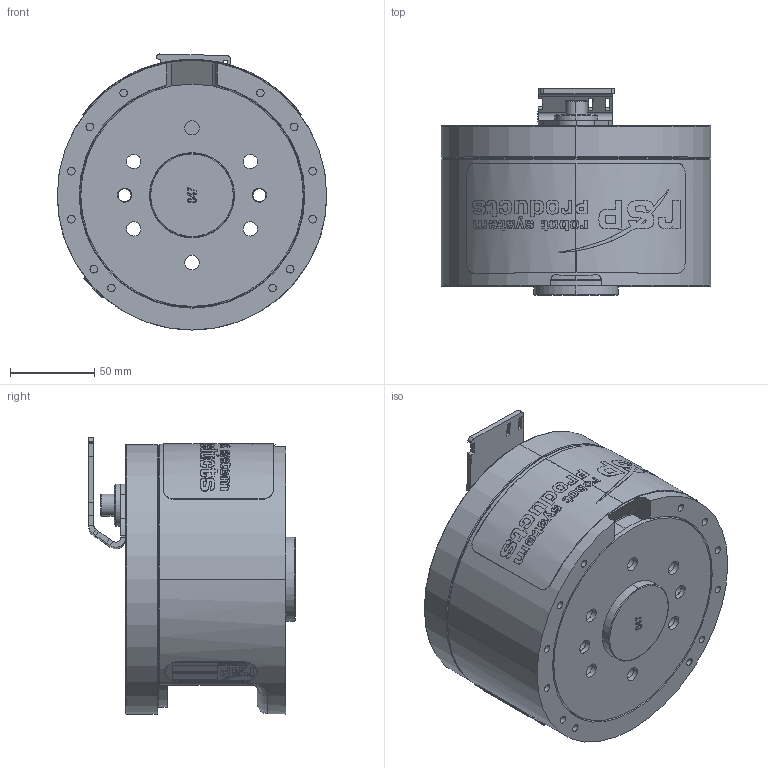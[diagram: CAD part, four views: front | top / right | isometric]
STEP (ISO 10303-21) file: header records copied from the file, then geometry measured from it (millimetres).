
FILE_DESCRIPTION (( 'STEP AP203' ), '1' );
FILE_NAME ('P5126 Radial guide.STEP', '2020-02-20T15:16:38', ( '' ), ( '' ), 'SwSTEP 2.0', 'SolidWorks 2017', '' );
FILE_SCHEMA (( 'CONFIG_CONTROL_DESIGN' ));
Length unit declared in the file: millimetre
Products named in the file (1): P5126 Radial guide
Bounding box: 160 x 122.5 x 163.83 mm (x, y, z)
Volume: 950525.8 mm3; surface area: 221424.2 mm2
Topology: 9 solids, 9 shells, 1121 faces, 2943 edges, 1903 vertices
Faces by surface type: plane 498, bspline 305, cylinder 224, cone 60, torus 34
Entity records: 45630 total; most frequent: CARTESIAN_POINT 19949, ORIENTED_EDGE 5814, DIRECTION 4378, EDGE_CURVE 2907, VERTEX_POINT 1903, LINE 1568, VECTOR 1568, AXIS2_PLACEMENT_3D 1405
